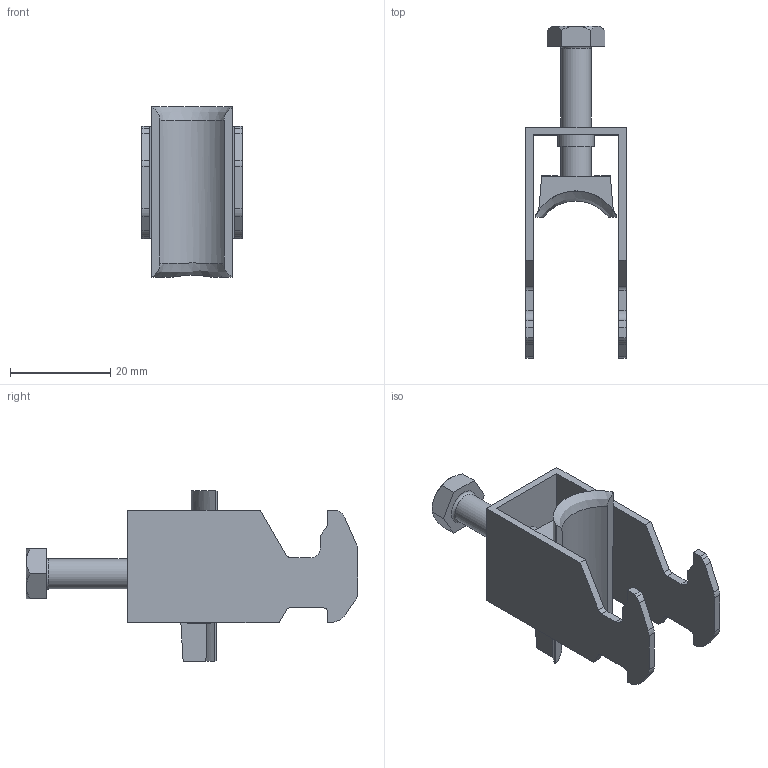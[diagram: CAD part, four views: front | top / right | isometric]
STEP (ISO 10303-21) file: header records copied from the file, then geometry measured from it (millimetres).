
FILE_DESCRIPTION (( 'STEP AP214' ), '1' );
FILE_NAME ('1186409.stp', '2023-09-13T07:03:52', ( '' ), ( '' ), 'SwSTEP 2.0', 'SolidWorks 2022', '' );
FILE_SCHEMA (( 'AUTOMOTIVE_DESIGN' ));
Length unit declared in the file: millimetre
Products named in the file (5): 1186409; 142951_M6 x 26; EB101-03-02_Standard; 157092_1Fach; EB101-00-04_Standard
Assembly tree (4 placements, depth 2):
  1186409
    157092_1Fach
    142951_M6 x 26
    EB101-00-04_Standard
    EB101-03-02_Standard
Bounding box: 20 x 66.25 x 34.03 mm (x, y, z)
Volume: 6111.8 mm3; surface area: 8288 mm2
Topology: 4 solids, 4 shells, 154 faces, 403 edges, 263 vertices
Faces by surface type: plane 112, cylinder 31, cone 7, torus 2, bspline 2
Full cylindrical faces by diameter (mm): 2.9 x1, 3.2 x1, 4.2 x2, 6 x1, 7.2 x1, 8.2 x1
Entity records: 5135 total; most frequent: CARTESIAN_POINT 1212, ORIENTED_EDGE 774, DIRECTION 759, EDGE_CURVE 387, LINE 271, VECTOR 271, VERTEX_POINT 259, AXIS2_PLACEMENT_3D 244
